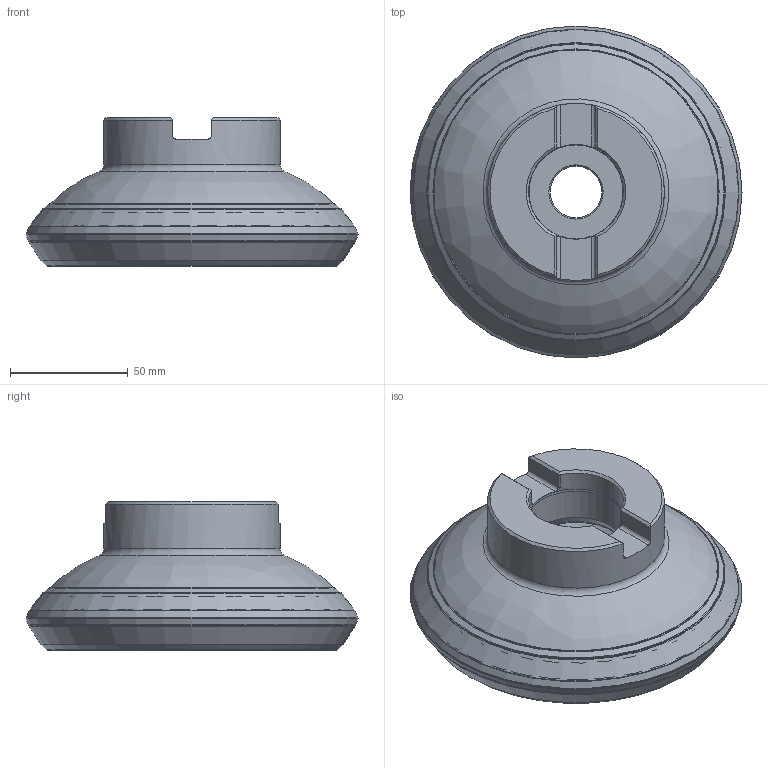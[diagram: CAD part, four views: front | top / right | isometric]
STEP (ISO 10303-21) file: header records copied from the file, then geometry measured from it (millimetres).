
FILE_DESCRIPTION(/* description */ (''),/* implementation_level */ '2;1');
FILE_NAME(/* name */ '125A06R_S57PN13_115008943ndi000_00_SIM.stp',/* time_stamp */ '2019-12-10T10:30:33+01:00',/* author */ (''),/* organization */ (''),/* preprocessor_version */ 'ST-DEVELOPER v16.7',/* originating_system */ 'SIEMENS PLM Software NX 12.0',/* authorisation */ '');
FILE_SCHEMA (('AUTOMOTIVE_DESIGN { 1 0 10303 214 3 1 1 1 }'));
Length unit declared in the file: millimetre
Products named in the file (1): pp072E2884F6a9ec
Bounding box: 140.78 x 140.78 x 63 mm (x, y, z)
Volume: 600312.9 mm3; surface area: 77601.3 mm2
Topology: 2 solids, 2 shells, 125 faces, 271 edges, 150 vertices
Faces by surface type: revolution 69, plane 16, cylinder 15, cone 14, torus 10, bspline 1
Full cylindrical faces by diameter (mm): 22 x1, 40.022 x1, 40.2 x1, 75 x1, 136.58 x1
Entity records: 3458 total; most frequent: CARTESIAN_POINT 1069, DIRECTION 457, ORIENTED_EDGE 352, EDGE_LOOP 220, FACE_BOUND 190, AXIS2_PLACEMENT_3D 180, EDGE_CURVE 176, VERTEX_POINT 146
